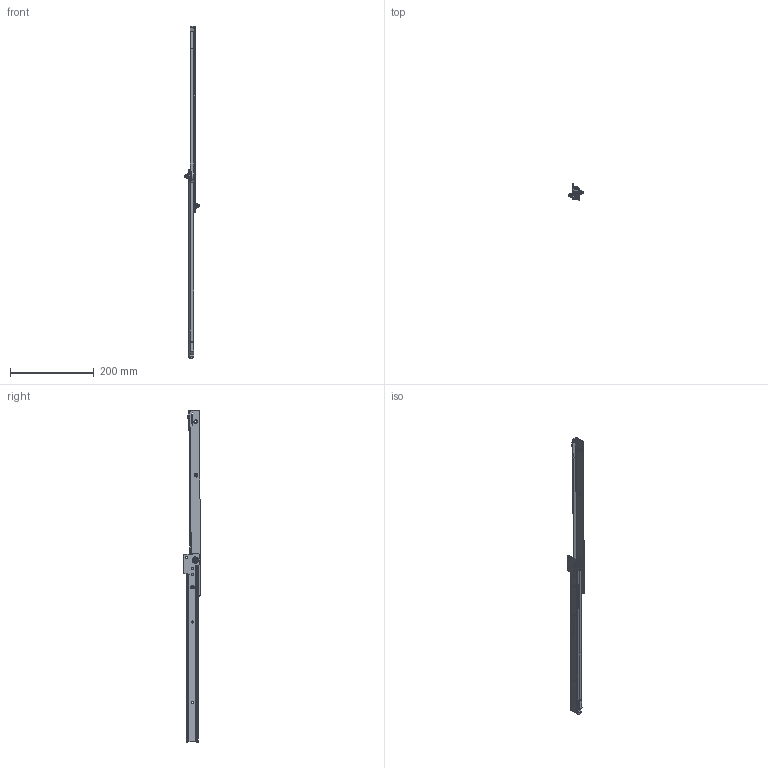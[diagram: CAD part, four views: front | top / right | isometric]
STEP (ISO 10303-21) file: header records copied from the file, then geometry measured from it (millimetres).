
FILE_DESCRIPTION (( 'STEP AP214' ), '1' );
FILE_NAME ('CS# 1051.450-GA.0000.li_open.STEP', '2023-03-04T15:31:25', ( '' ), ( '' ), 'SwSTEP 2.0', 'SolidWorks 2022', '' );
FILE_SCHEMA (( 'AUTOMOTIVE_DESIGN' ));
Length unit declared in the file: millimetre
Products named in the file (18): CS# 2051.XXX-01.0000.li_NL  450 - FUL-166; DIN 125 A_M  6    - ø12,0 - ø6,4 - 1,6; FUL-166 Bolzen; FUL-166_mit Nietbolzen vernietet; CS# 1051.450-GA.0000.li_open; FUL-166 Bolzen_vernietet Mat. 2,0; FUL-066 Käfig; N61-127; CS# 2051.XXX-01.0000.li_NL 450; FUL-066 Laufring; FUL-066 Außenring; FUL-166 Innenring; CS# 1051.XXX-03.0000.li_NL 450; FUL-166 Kugellager; DIN985_M 6 - D09850003; FUL-166_mit Nietbolzen unvernietet; CS# 1051.XXX-03.0000.li_NL 450 - FUL-166; kugel_ø   3,175000    (1.8")
Assembly tree (28 placements, depth 5):
  CS# 1051.450-GA.0000.li_open
    CS# 2051.XXX-01.0000.li_NL  450 - FUL-166
      CS# 2051.XXX-01.0000.li_NL 450
      FUL-166_mit Nietbolzen unvernietet
        FUL-166 Kugellager
          FUL-166 Innenring
          FUL-066 Außenring
          FUL-066 Käfig
          kugel_ø   3,175000    (1.8")  x7
        FUL-066 Laufring
        FUL-166 Bolzen
        N61-127
        DIN 125 A_M  6    - ø12,0 - ø6,4 - 1,6
        DIN985_M 6 - D09850003
    CS# 1051.XXX-03.0000.li_NL 450 - FUL-166
      CS# 1051.XXX-03.0000.li_NL 450
      FUL-166_mit Nietbolzen vernietet
        FUL-166 Kugellager
          FUL-166 Innenring
          FUL-066 Außenring
          FUL-066 Käfig
          kugel_ø   3,175000    (1.8")  x7
        FUL-066 Laufring
        FUL-166 Bolzen_vernietet Mat. 2,0
        N61-127
        DIN 125 A_M  6    - ø12,0 - ø6,4 - 1,6
        DIN985_M 6 - D09850003
Bounding box: 34 x 40.84 x 794.11 mm (x, y, z)
Volume: 73426.5 mm3; surface area: 81879.7 mm2
Topology: 32 solids, 32 shells, 1555 faces, 3984 edges, 2536 vertices
Faces by surface type: plane 986, cylinder 228, bspline 155, cone 105, sphere 57, torus 24
Full cylindrical faces by diameter (mm): 0.9 x28, 3 x2, 4.917 x2, 5 x8, 5.659 x2, 6 x6, 6.05 x2, 6.2 x2, 6.4 x2, 8 x1, 9 x2, 10 x6, 10.4 x2, 12 x2, 14 x2, 14.7 x4, 18 x12, 19 x12, 22 x2
Entity records: 56200 total; most frequent: CARTESIAN_POINT 22061, ORIENTED_EDGE 5970, DIRECTION 5144, EDGE_CURVE 2985, VERTEX_POINT 1965, VECTOR 1722, LINE 1722, AXIS2_PLACEMENT_3D 1711
